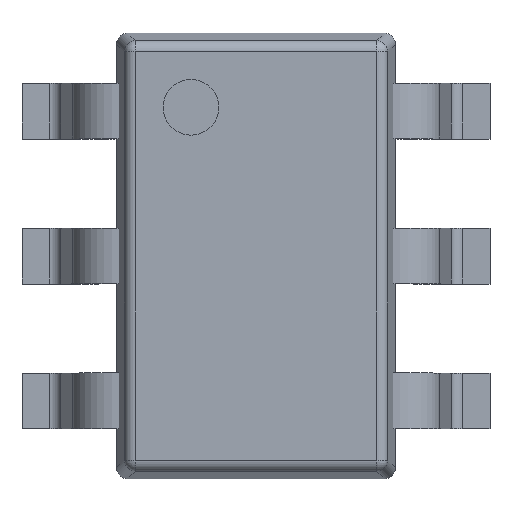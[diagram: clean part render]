
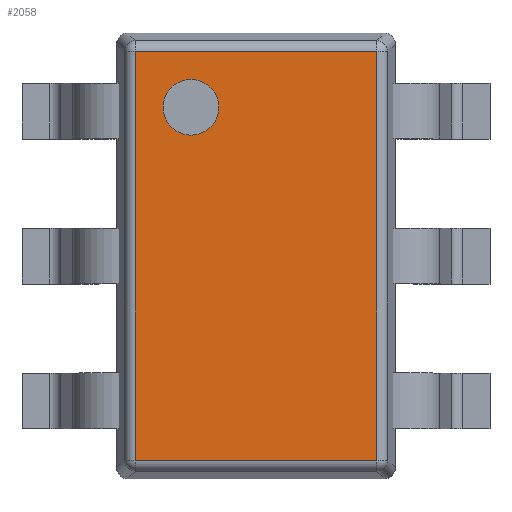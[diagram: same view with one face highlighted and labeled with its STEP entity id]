
A CAD part, top view. The second image highlights one B-rep face of the part: STEP entity #2058.
In plain terms, the highlighted planar face has unit normal (0, 0, 1).
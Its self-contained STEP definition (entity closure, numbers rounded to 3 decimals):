
#51=LINE('',#3096,#255);
#53=LINE('',#3106,#257);
#59=LINE('',#3125,#263);
#61=LINE('',#3128,#265);
#255=VECTOR('',#2472,1.084);
#257=VECTOR('',#2484,1.834);
#263=VECTOR('',#2506,1.834);
#265=VECTOR('',#2510,1.084);
#464=PLANE('',#2226);
#518=FACE_BOUND('',#676,.T.);
#558=FACE_OUTER_BOUND('',#675,.T.);
#675=EDGE_LOOP('',(#1510,#1511,#1512,#1513));
#676=EDGE_LOOP('',(#1514));
#754=CIRCLE('',#2139,0.125);
#828=VERTEX_POINT('',#2989);
#865=VERTEX_POINT('',#3078);
#869=VERTEX_POINT('',#3086);
#871=VERTEX_POINT('',#3098);
#875=VERTEX_POINT('',#3112);
#1018=EDGE_CURVE('',#828,#828,#754,.T.);
#1068=EDGE_CURVE('',#865,#869,#51,.T.);
#1073=EDGE_CURVE('',#871,#865,#53,.T.);
#1083=EDGE_CURVE('',#869,#875,#59,.T.);
#1085=EDGE_CURVE('',#875,#871,#61,.T.);
#1510=ORIENTED_EDGE('',*,*,#1068,.F.);
#1511=ORIENTED_EDGE('',*,*,#1073,.F.);
#1512=ORIENTED_EDGE('',*,*,#1085,.F.);
#1513=ORIENTED_EDGE('',*,*,#1083,.F.);
#1514=ORIENTED_EDGE('',*,*,#1018,.T.);
#2058=ADVANCED_FACE('',(#558,#518),#464,.T.);
#2139=AXIS2_PLACEMENT_3D('',#2990,#2357,#2358);
#2226=AXIS2_PLACEMENT_3D('',#3233,#2605,#2606);
#2357=DIRECTION('center_axis',(0.,0.,-1.));
#2358=DIRECTION('ref_axis',(1.,0.,0.));
#2472=DIRECTION('',(1.,0.,0.));
#2484=DIRECTION('',(0.,1.,0.));
#2506=DIRECTION('',(0.,-1.,0.));
#2510=DIRECTION('',(-1.,0.,0.));
#2605=DIRECTION('center_axis',(0.,0.,1.));
#2606=DIRECTION('ref_axis',(1.,0.,0.));
#2989=CARTESIAN_POINT('',(-0.417,0.667,0.95));
#2990=CARTESIAN_POINT('Origin',(-0.292,0.667,0.95));
#3078=CARTESIAN_POINT('',(-0.542,0.917,0.95));
#3086=CARTESIAN_POINT('',(0.542,0.917,0.95));
#3096=CARTESIAN_POINT('',(-0.469,0.917,0.95));
#3098=CARTESIAN_POINT('',(-0.542,-0.917,0.95));
#3106=CARTESIAN_POINT('',(-0.542,0.,0.95));
#3112=CARTESIAN_POINT('',(0.542,-0.917,0.95));
#3125=CARTESIAN_POINT('',(0.542,0.,0.95));
#3128=CARTESIAN_POINT('',(-0.469,-0.917,0.95));
#3233=CARTESIAN_POINT('Origin',(-0.625,0.,0.95));
